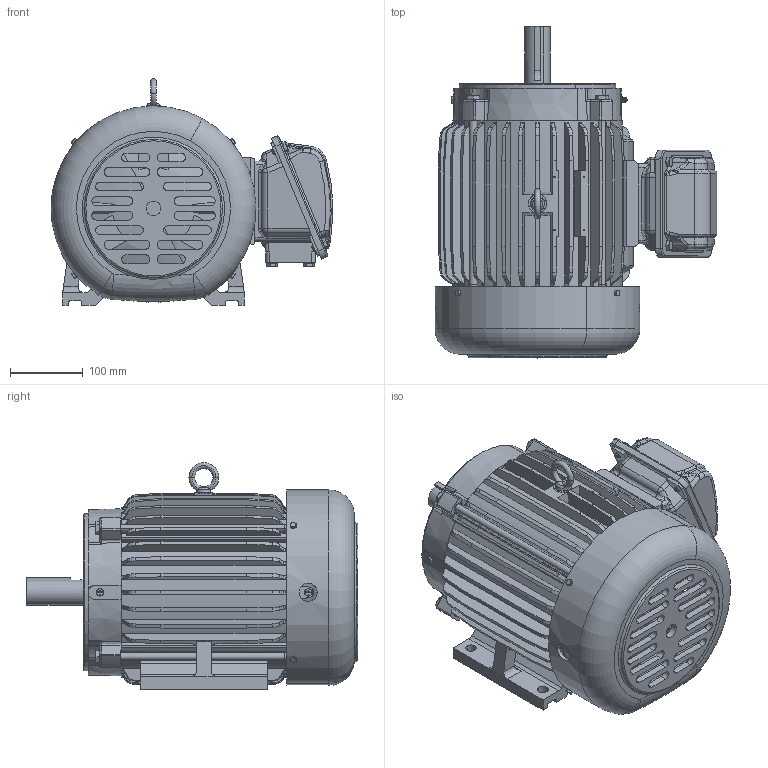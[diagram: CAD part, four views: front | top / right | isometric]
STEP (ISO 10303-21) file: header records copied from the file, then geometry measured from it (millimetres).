
FILE_DESCRIPTION(('CATIA V5 STEP Exchange'),'2;1');
FILE_NAME('AEHH8N 213TC.stp','2017-01-06T06:41:38+00:00',('none'),('none'),'CATIA Version 5 Release 19 SP 9 (IN-10)','CATIA V5 STEP AP203','none');
FILE_SCHEMA(('CONFIG_CONTROL_DESIGN'));
Length unit declared in the file: millimetre
Products named in the file (1): AEHH8N 213TC
Bounding box: 387.99 x 456.65 x 311.9 mm (x, y, z)
Volume: 5313475.1 mm3; surface area: 1487272.6 mm2
Topology: 5 solids, 10 shells, 2203 faces, 5792 edges, 3665 vertices
Faces by surface type: plane 727, cylinder 680, torus 306, cone 252, bspline 180, sphere 50, revolution 4, extrusion 4
Entity records: 79772 total; most frequent: CARTESIAN_POINT 32724, ORIENTED_EDGE 11468, DIRECTION 6583, EDGE_CURVE 5734, VERTEX_POINT 3665, AXIS2_PLACEMENT_3D 3263, EDGE_LOOP 2413, ADVANCED_FACE 2203
